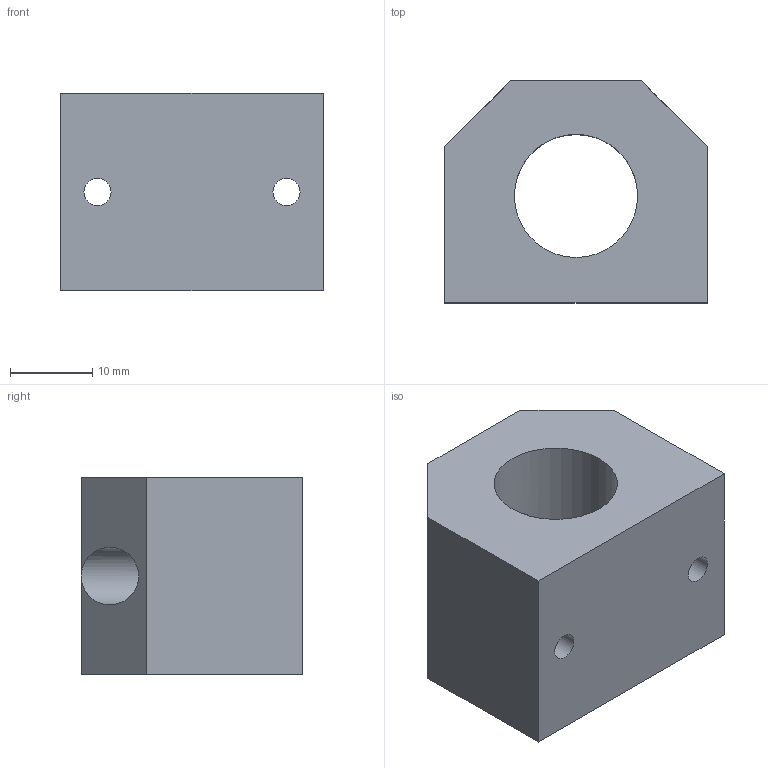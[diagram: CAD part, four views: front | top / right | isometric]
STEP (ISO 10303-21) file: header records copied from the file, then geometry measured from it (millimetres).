
FILE_DESCRIPTION (( 'STEP AP203' ), '1' );
FILE_NAME ('KGC27-8.step', '2018-02-08T14:01:16', ( '' ), ( '' ), 'SwSTEP 2.0', 'SolidWorks 2017', '' );
FILE_SCHEMA (( 'CONFIG_CONTROL_DESIGN' ));
Length unit declared in the file: millimetre
Products named in the file (1): KGC27-8
Bounding box: 32 x 27 x 24 mm (x, y, z)
Volume: 13670.1 mm3; surface area: 5724.1 mm2
Topology: 1 solids, 1 shells, 16 faces, 40 edges, 26 vertices
Faces by surface type: plane 10, cylinder 6
Full cylindrical faces by diameter (mm): 3.3 x2, 7 x3, 15 x1
Entity records: 591 total; most frequent: CARTESIAN_POINT 150, DIRECTION 72, ORIENTED_EDGE 64, EDGE_CURVE 32, EDGE_LOOP 30, AXIS2_PLACEMENT_3D 26, VERTEX_POINT 24, FACE_OUTER_BOUND 22
